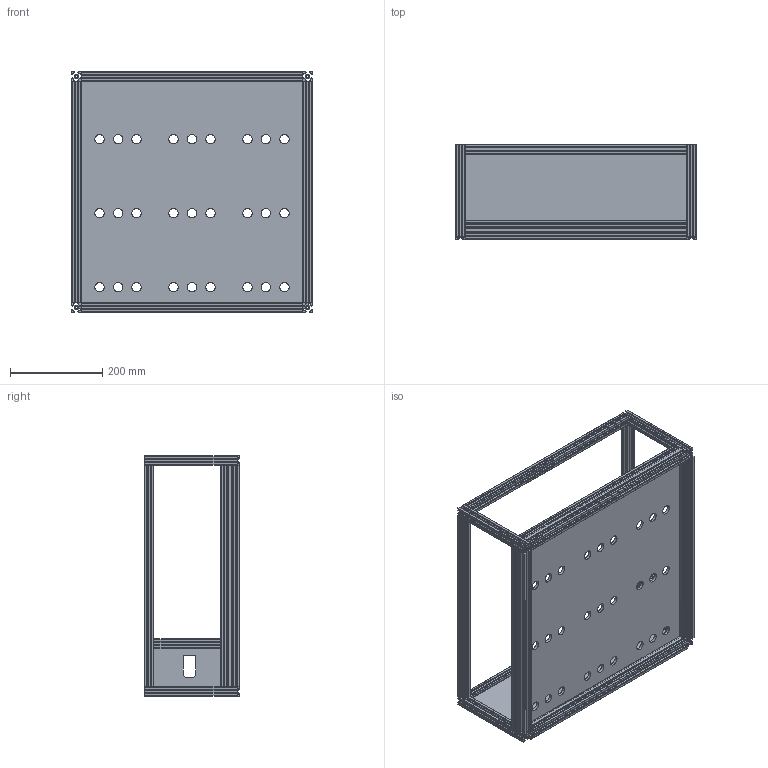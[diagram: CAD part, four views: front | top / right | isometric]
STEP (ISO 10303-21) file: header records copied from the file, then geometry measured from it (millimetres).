
FILE_DESCRIPTION(/* description */ (''),/* implementation_level */ '2;1');
FILE_NAME(/* name */ '48x48 PixelArt Model.step',/* time_stamp */ '2024-09-12T21:37:38-05:00',/* author */ (''),/* organization */ (''),/* preprocessor_version */ 'ST-DEVELOPER v20',/* originating_system */ 'Autodesk Translation Framework v13.14.0.145',/* authorisation */ '');
FILE_SCHEMA (('AUTOMOTIVE_DESIGN { 1 0 10303 214 3 1 1 }'));
Length unit declared in the file: millimetre
Products named in the file (10): 48x48 PixelArt; Back Board; 20x40; Bottom Panel; 20x20; 20x20 rear ; 20x20 (1); Component11; Component13; Component14
Assembly tree (17 placements, depth 2):
  48x48 PixelArt
    Back Board
    20x20  x4
    20x40  x4
    Bottom Panel
    20x20 rear   x2
    20x20 (1)  x2
    Component11
    Component13
    Component14
Bounding box: 520 x 204.8 x 520 mm (x, y, z)
Volume: 3009967.4 mm3; surface area: 1699892.1 mm2
Topology: 16 solids, 16 shells, 1502 faces, 4472 edges, 3002 vertices
Faces by surface type: plane 878, cylinder 624
Full cylindrical faces by diameter (mm): 4.2 x17, 20 x27
Entity records: 20033 total; most frequent: CARTESIAN_POINT 3485, ORIENTED_EDGE 3442, DIRECTION 3415, EDGE_CURVE 1721, LINE 1239, VECTOR 1239, VERTEX_POINT 1158, AXIS2_PLACEMENT_3D 1088
